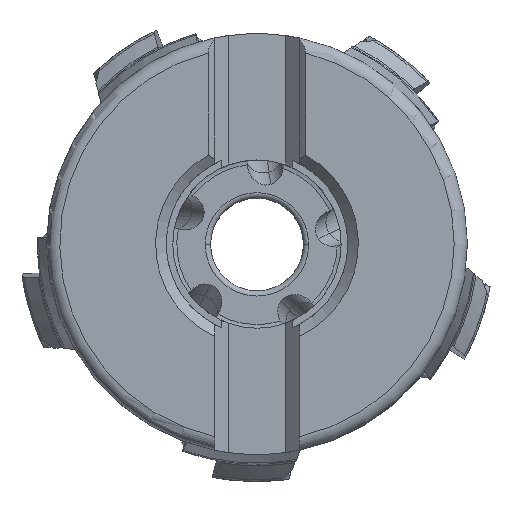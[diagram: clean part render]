
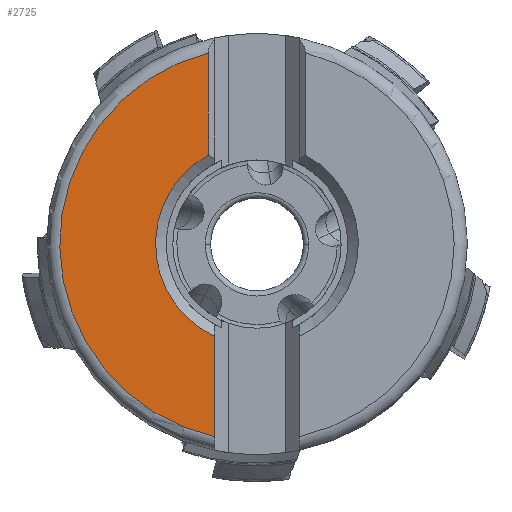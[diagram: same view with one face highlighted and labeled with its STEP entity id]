
A CAD part, top view. The second image highlights one B-rep face of the part: STEP entity #2725.
In plain terms, the highlighted planar face has unit normal (0, 0, 1).
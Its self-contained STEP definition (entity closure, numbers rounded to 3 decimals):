
#437=PLANE('',#13078);
#873=FACE_OUTER_BOUND('',#3751,.T.);
#1576=LINE('',#26009,#2135);
#1577=LINE('',#26013,#2136);
#2135=VECTOR('',#15615,1.);
#2136=VECTOR('',#15618,1.);
#2725=ADVANCED_FACE('',(#873),#437,.T.);
#3751=EDGE_LOOP('',(#7043,#7044,#7045,#7046));
#4343=CIRCLE('',#13075,14.875);
#4344=CIRCLE('',#13077,7.65);
#7043=ORIENTED_EDGE('',*,*,#10862,.T.);
#7044=ORIENTED_EDGE('',*,*,#10863,.F.);
#7045=ORIENTED_EDGE('',*,*,#10864,.T.);
#7046=ORIENTED_EDGE('',*,*,#10861,.F.);
#9210=VERTEX_POINT('',#25979);
#9213=VERTEX_POINT('',#26006);
#9214=VERTEX_POINT('',#26010);
#9215=VERTEX_POINT('',#26012);
#10861=EDGE_CURVE('',#9213,#9210,#4343,.T.);
#10862=EDGE_CURVE('',#9213,#9214,#1576,.T.);
#10863=EDGE_CURVE('',#9215,#9214,#4344,.T.);
#10864=EDGE_CURVE('',#9215,#9210,#1577,.T.);
#13075=AXIS2_PLACEMENT_3D('',#26007,#15611,#15612);
#13077=AXIS2_PLACEMENT_3D('',#26011,#15616,#15617);
#13078=AXIS2_PLACEMENT_3D('',#26014,#15619,#15620);
#15611=DIRECTION('',(0.,0.,-1.));
#15612=DIRECTION('',(-0.213,-0.977,0.));
#15615=DIRECTION('',(0.,1.,0.));
#15616=DIRECTION('',(0.,0.,1.));
#15617=DIRECTION('',(-0.48,0.877,0.));
#15618=DIRECTION('',(0.,1.,0.));
#15619=DIRECTION('',(0.,0.,1.));
#15620=DIRECTION('',(-1.,0.,0.));
#25979=CARTESIAN_POINT('',(-3.675,14.414,0.));
#26006=CARTESIAN_POINT('',(-3.175,-14.532,0.));
#26007=CARTESIAN_POINT('',(0.,0.,0.));
#26009=CARTESIAN_POINT('',(-3.175,-14.532,0.));
#26010=CARTESIAN_POINT('',(-3.175,-6.96,0.));
#26011=CARTESIAN_POINT('',(0.,0.,0.));
#26012=CARTESIAN_POINT('',(-3.675,6.709,0.));
#26013=CARTESIAN_POINT('',(-3.675,6.709,0.));
#26014=CARTESIAN_POINT('',(-9.025,-0.059,0.));
